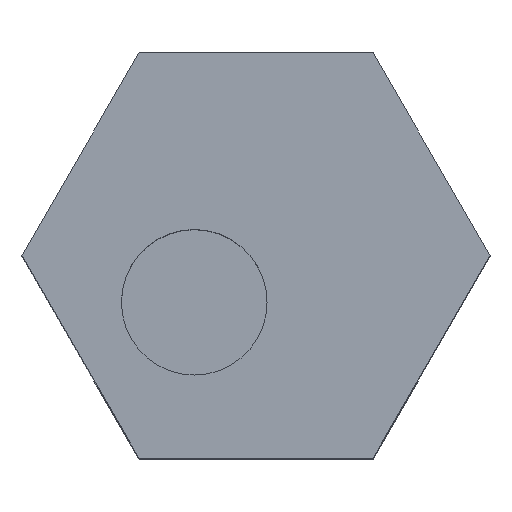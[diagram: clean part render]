
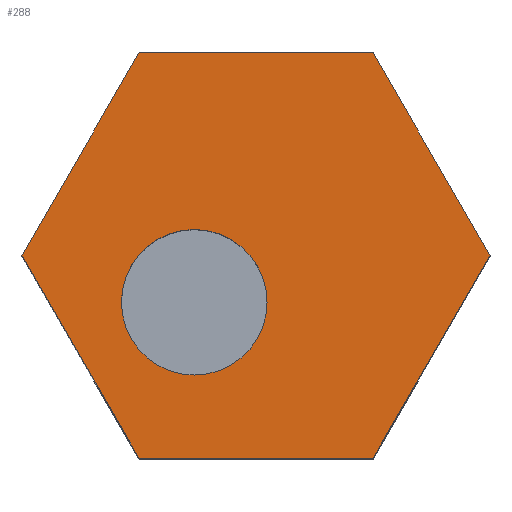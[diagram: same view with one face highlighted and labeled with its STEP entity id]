
A CAD part, top view. The second image highlights one B-rep face of the part: STEP entity #288.
In plain terms, the highlighted planar face has unit normal (0, 0, 1).
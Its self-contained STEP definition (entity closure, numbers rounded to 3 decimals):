
#16=FACE_BOUND('',#55,.T.);
#27=PLANE('',#317);
#40=FACE_OUTER_BOUND('',#54,.T.);
#54=EDGE_LOOP('',(#263,#264,#265,#266,#267,#268));
#55=EDGE_LOOP('',(#269));
#77=LINE('',#435,#114);
#82=LINE('',#445,#119);
#86=LINE('',#452,#123);
#89=LINE('',#458,#126);
#90=LINE('',#460,#127);
#92=LINE('',#463,#129);
#114=VECTOR('',#357,10.);
#119=VECTOR('',#364,10.);
#123=VECTOR('',#370,10.);
#126=VECTOR('',#375,10.);
#127=VECTOR('',#378,10.);
#129=VECTOR('',#382,10.);
#131=CIRCLE('',#305,2.286);
#133=VERTEX_POINT('',#390);
#149=VERTEX_POINT('',#432);
#150=VERTEX_POINT('',#434);
#153=VERTEX_POINT('',#442);
#154=VERTEX_POINT('',#444);
#156=VERTEX_POINT('',#450);
#158=VERTEX_POINT('',#456);
#159=EDGE_CURVE('',#133,#133,#131,.T.);
#181=EDGE_CURVE('',#149,#150,#77,.T.);
#186=EDGE_CURVE('',#153,#154,#82,.T.);
#190=EDGE_CURVE('',#156,#149,#86,.T.);
#193=EDGE_CURVE('',#158,#156,#89,.T.);
#194=EDGE_CURVE('',#154,#158,#90,.T.);
#196=EDGE_CURVE('',#150,#153,#92,.T.);
#263=ORIENTED_EDGE('',*,*,#190,.F.);
#264=ORIENTED_EDGE('',*,*,#193,.F.);
#265=ORIENTED_EDGE('',*,*,#194,.F.);
#266=ORIENTED_EDGE('',*,*,#186,.F.);
#267=ORIENTED_EDGE('',*,*,#196,.F.);
#268=ORIENTED_EDGE('',*,*,#181,.F.);
#269=ORIENTED_EDGE('',*,*,#159,.T.);
#288=ADVANCED_FACE('',(#40,#16),#27,.T.);
#305=AXIS2_PLACEMENT_3D('',#391,#323,#324);
#317=AXIS2_PLACEMENT_3D('',#465,#384,#385);
#323=DIRECTION('center_axis',(0.,0.,-1.));
#324=DIRECTION('ref_axis',(-1.,0.,0.));
#357=DIRECTION('',(-1.,0.,0.));
#364=DIRECTION('',(0.5,0.866,0.));
#370=DIRECTION('',(-0.5,-0.866,0.));
#375=DIRECTION('',(0.5,-0.866,0.));
#378=DIRECTION('',(1.,0.,0.));
#382=DIRECTION('',(-0.5,0.866,0.));
#384=DIRECTION('center_axis',(0.,0.,1.));
#385=DIRECTION('ref_axis',(-1.,0.,0.));
#390=CARTESIAN_POINT('',(-41.893,-8.846,24.65));
#391=CARTESIAN_POINT('Origin',(-44.179,-8.846,24.65));
#432=CARTESIAN_POINT('',(-38.566,-13.736,24.65));
#434=CARTESIAN_POINT('',(-45.914,-13.736,24.65));
#435=CARTESIAN_POINT('',(-38.566,-13.736,24.65));
#442=CARTESIAN_POINT('',(-49.588,-7.373,24.65));
#444=CARTESIAN_POINT('',(-45.914,-1.01,24.65));
#445=CARTESIAN_POINT('',(-49.588,-7.373,24.65));
#450=CARTESIAN_POINT('',(-34.892,-7.373,24.65));
#452=CARTESIAN_POINT('',(-34.892,-7.373,24.65));
#456=CARTESIAN_POINT('',(-38.566,-1.01,24.65));
#458=CARTESIAN_POINT('',(-38.566,-1.01,24.65));
#460=CARTESIAN_POINT('',(-45.914,-1.01,24.65));
#463=CARTESIAN_POINT('',(-45.914,-13.736,24.65));
#465=CARTESIAN_POINT('Origin',(-42.24,-7.373,24.65));
